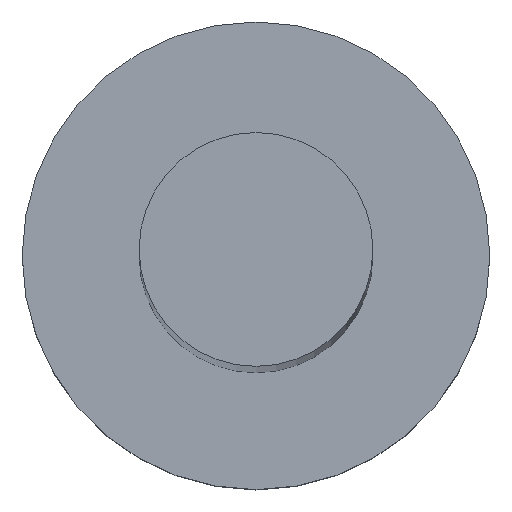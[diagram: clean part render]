
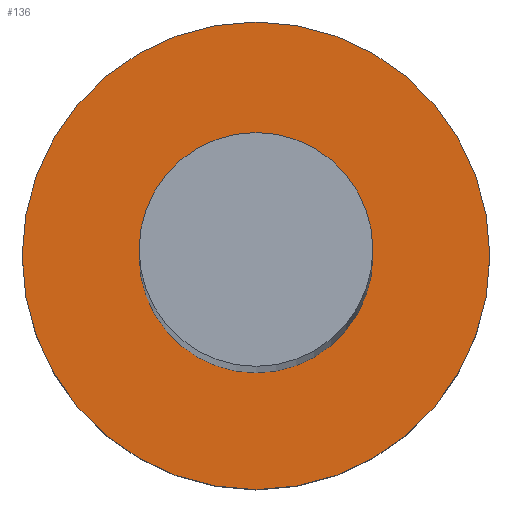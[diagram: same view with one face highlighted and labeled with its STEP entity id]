
A CAD part, top view. The second image highlights one B-rep face of the part: STEP entity #136.
In plain terms, the highlighted planar face has unit normal (0, 0, 1).
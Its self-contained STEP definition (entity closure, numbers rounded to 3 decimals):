
#7 = DIRECTION ( 'NONE',  ( 0., 0., 1. ) ) ;
#19 = DIRECTION ( 'NONE',  ( 0., 0., 1. ) ) ;
#21 = DIRECTION ( 'NONE',  ( 0., 0., 1. ) ) ;
#22 = AXIS2_PLACEMENT_3D ( 'NONE', #114, #135, #188 ) ;
#31 = VERTEX_POINT ( 'NONE', #148 ) ;
#39 = CIRCLE ( 'NONE', #129, 3. ) ;
#42 = DIRECTION ( 'NONE',  ( 1., 0., 0. ) ) ;
#51 = VERTEX_POINT ( 'NONE', #202 ) ;
#54 = VERTEX_POINT ( 'NONE', #161 ) ;
#55 = FACE_OUTER_BOUND ( 'NONE', #255, .T. ) ;
#58 = CIRCLE ( 'NONE', #133, 3. ) ;
#63 = DIRECTION ( 'NONE',  ( 0., 0., 1. ) ) ;
#76 = EDGE_LOOP ( 'NONE', ( #122, #156 ) ) ;
#80 = CARTESIAN_POINT ( 'NONE',  ( 0., 0., 5. ) ) ;
#82 = EDGE_CURVE ( 'NONE', #51, #31, #58, .T. ) ;
#95 = EDGE_CURVE ( 'NONE', #54, #231, #227, .T. ) ;
#102 = AXIS2_PLACEMENT_3D ( 'NONE', #182, #19, #164 ) ;
#103 = CIRCLE ( 'NONE', #22, 6. ) ;
#114 = CARTESIAN_POINT ( 'NONE',  ( 0., 0., 5. ) ) ;
#121 = AXIS2_PLACEMENT_3D ( 'NONE', #186, #7, #42 ) ;
#122 = ORIENTED_EDGE ( 'NONE', *, *, #82, .F. ) ;
#129 = AXIS2_PLACEMENT_3D ( 'NONE', #240, #63, #149 ) ;
#133 = AXIS2_PLACEMENT_3D ( 'NONE', #80, #21, #162 ) ;
#135 = DIRECTION ( 'NONE',  ( 0., 0., 1. ) ) ;
#136 = ADVANCED_FACE ( 'NONE', ( #199, #55 ), #185, .T. ) ;
#148 = CARTESIAN_POINT ( 'NONE',  ( 3., 0., 5. ) ) ;
#149 = DIRECTION ( 'NONE',  ( 1., 0., 0. ) ) ;
#156 = ORIENTED_EDGE ( 'NONE', *, *, #187, .F. ) ;
#159 = ORIENTED_EDGE ( 'NONE', *, *, #246, .T. ) ;
#161 = CARTESIAN_POINT ( 'NONE',  ( 6., 0., 5. ) ) ;
#162 = DIRECTION ( 'NONE',  ( 1., 0., 0. ) ) ;
#164 = DIRECTION ( 'NONE',  ( 1., 0., 0. ) ) ;
#176 = ORIENTED_EDGE ( 'NONE', *, *, #95, .T. ) ;
#182 = CARTESIAN_POINT ( 'NONE',  ( 0., 0., 5. ) ) ;
#185 = PLANE ( 'NONE',  #102 ) ;
#186 = CARTESIAN_POINT ( 'NONE',  ( 0., 0., 5. ) ) ;
#187 = EDGE_CURVE ( 'NONE', #31, #51, #39, .T. ) ;
#188 = DIRECTION ( 'NONE',  ( 1., 0., 0. ) ) ;
#199 = FACE_BOUND ( 'NONE', #76, .T. ) ;
#202 = CARTESIAN_POINT ( 'NONE',  ( -3., 0., 5. ) ) ;
#227 = CIRCLE ( 'NONE', #121, 6. ) ;
#231 = VERTEX_POINT ( 'NONE', #243 ) ;
#240 = CARTESIAN_POINT ( 'NONE',  ( 0., 0., 5. ) ) ;
#243 = CARTESIAN_POINT ( 'NONE',  ( -6., 0., 5. ) ) ;
#246 = EDGE_CURVE ( 'NONE', #231, #54, #103, .T. ) ;
#255 = EDGE_LOOP ( 'NONE', ( #159, #176 ) ) ;
